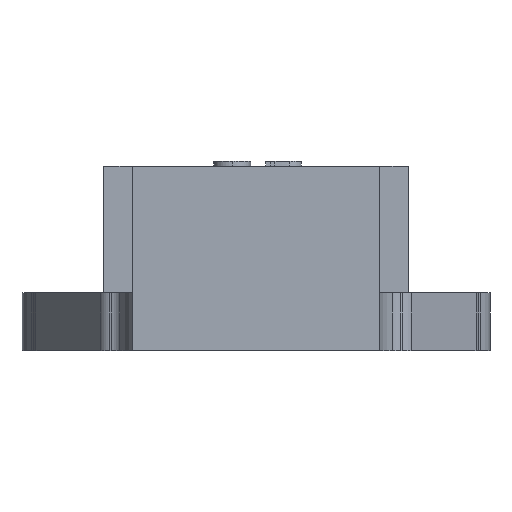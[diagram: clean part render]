
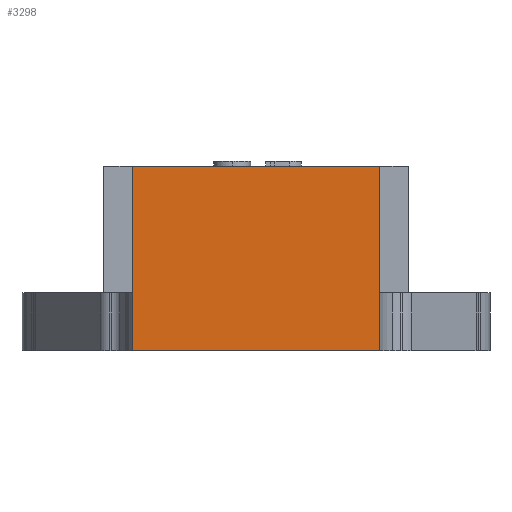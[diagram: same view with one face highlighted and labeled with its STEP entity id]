
A CAD part, front view. The second image highlights one B-rep face of the part: STEP entity #3298.
In plain terms, the highlighted planar face has unit normal (0, -1, 0).
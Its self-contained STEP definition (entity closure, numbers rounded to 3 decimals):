
#95 = ORIENTED_EDGE ( 'NONE', *, *, #3954, .T. ) ;
#199 = VECTOR ( 'NONE', #5665, 1000. ) ;
#364 = ORIENTED_EDGE ( 'NONE', *, *, #1331, .T. ) ;
#789 = VECTOR ( 'NONE', #4967, 1000. ) ;
#794 = CARTESIAN_POINT ( 'NONE',  ( -12.8, 1., -11.05 ) ) ;
#869 = CARTESIAN_POINT ( 'NONE',  ( 0., 1., 0. ) ) ;
#999 = VECTOR ( 'NONE', #1875, 1000. ) ;
#1164 = LINE ( 'NONE', #3034, #199 ) ;
#1225 = EDGE_CURVE ( 'NONE', #4901, #1339, #3420, .T. ) ;
#1331 = EDGE_CURVE ( 'NONE', #2185, #4901, #3546, .T. ) ;
#1339 = VERTEX_POINT ( 'NONE', #794 ) ;
#1875 = DIRECTION ( 'NONE',  ( 0., 0., 1. ) ) ;
#1973 = EDGE_CURVE ( 'NONE', #1339, #4255, #1164, .T. ) ;
#2185 = VERTEX_POINT ( 'NONE', #5129 ) ;
#2325 = ORIENTED_EDGE ( 'NONE', *, *, #1973, .T. ) ;
#2715 = CARTESIAN_POINT ( 'NONE',  ( 12.8, 1., 8.05 ) ) ;
#2932 = CARTESIAN_POINT ( 'NONE',  ( -12.8, 1., -8.05 ) ) ;
#3034 = CARTESIAN_POINT ( 'NONE',  ( 18.8, 1., -11.05 ) ) ;
#3257 = FACE_OUTER_BOUND ( 'NONE', #4111, .T. ) ;
#3286 = DIRECTION ( 'NONE',  ( 0., 0., 1. ) ) ;
#3298 = ADVANCED_FACE ( 'NONE', ( #3257 ), #6028, .F. ) ;
#3322 = VECTOR ( 'NONE', #3908, 1000. ) ;
#3420 = LINE ( 'NONE', #2932, #3322 ) ;
#3546 = LINE ( 'NONE', #4033, #789 ) ;
#3908 = DIRECTION ( 'NONE',  ( 0., 0., -1. ) ) ;
#3954 = EDGE_CURVE ( 'NONE', #4255, #2185, #6031, .T. ) ;
#4033 = CARTESIAN_POINT ( 'NONE',  ( -12.8, 1., 8.05 ) ) ;
#4111 = EDGE_LOOP ( 'NONE', ( #364, #5239, #2325, #95 ) ) ;
#4255 = VERTEX_POINT ( 'NONE', #4981 ) ;
#4676 = DIRECTION ( 'NONE',  ( 0., 1., 0. ) ) ;
#4901 = VERTEX_POINT ( 'NONE', #4992 ) ;
#4967 = DIRECTION ( 'NONE',  ( -1., 0., 0. ) ) ;
#4981 = CARTESIAN_POINT ( 'NONE',  ( 12.8, 1., -11.05 ) ) ;
#4992 = CARTESIAN_POINT ( 'NONE',  ( -12.8, 1., 8.05 ) ) ;
#5129 = CARTESIAN_POINT ( 'NONE',  ( 12.8, 1., 8.05 ) ) ;
#5239 = ORIENTED_EDGE ( 'NONE', *, *, #1225, .T. ) ;
#5287 = AXIS2_PLACEMENT_3D ( 'NONE', #869, #4676, #3286 ) ;
#5665 = DIRECTION ( 'NONE',  ( 1., 0., 0. ) ) ;
#6028 = PLANE ( 'NONE',  #5287 ) ;
#6031 = LINE ( 'NONE', #2715, #999 ) ;
